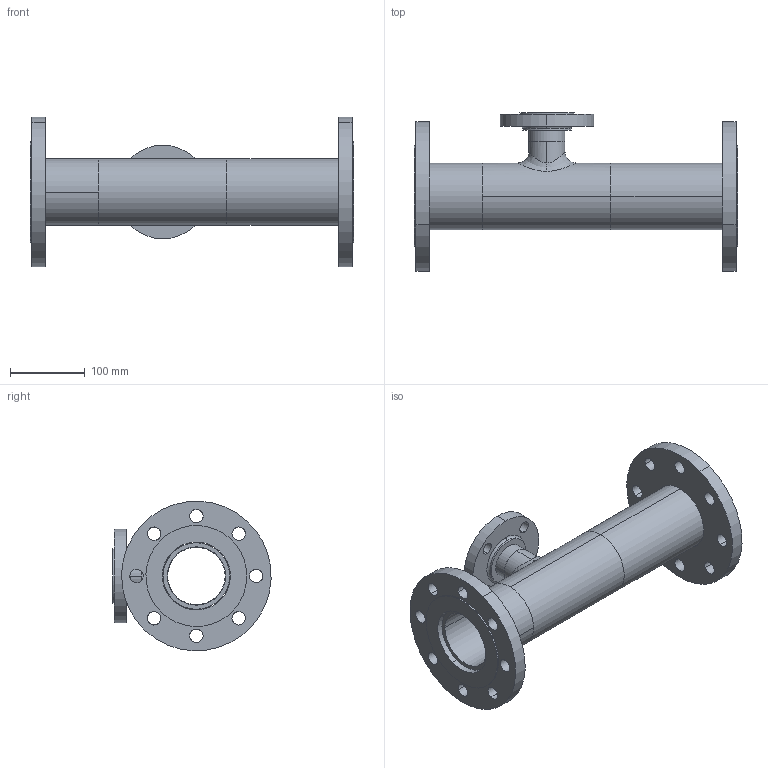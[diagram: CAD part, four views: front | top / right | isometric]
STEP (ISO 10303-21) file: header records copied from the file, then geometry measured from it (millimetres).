
FILE_DESCRIPTION (( 'STEP AP203' ), '1' );
FILE_NAME ('3996-30_REV_.step', '2026-03-04T03:16:21', ( '' ), ( '' ), 'SwSTEP 2.0', 'SolidWorks 2025', '' );
FILE_SCHEMA (( 'CONFIG_CONTROL_DESIGN' ));
Length unit declared in the file: millimetre
Products named in the file (5): 3996-30-10_Default<As Machined>; OEM-40-150-SO-316L_Default<As Machined>; OEM-80NB-PN10-SO-316L_80NB BORE; OEM-80x40-T-40-316L; 3996-30_REV_
Assembly tree (5 placements, depth 2):
  3996-30_REV_
    3996-30-10_Default<As Machined>
    OEM-80x40-T-40-316L
    OEM-40-150-SO-316L_Default<As Machined>
    OEM-80NB-PN10-SO-316L_80NB BORE  x2
Bounding box: 432 x 211.5 x 199.81 mm (x, y, z)
Volume: 1680249.8 mm3; surface area: 420323.3 mm2
Topology: 7 solids, 7 shells, 103 faces, 250 edges, 166 vertices
Faces by surface type: cylinder 80, plane 19, bspline 2, torus 2
Entity records: 3735 total; most frequent: CARTESIAN_POINT 1214, DIRECTION 462, ORIENTED_EDGE 368, AXIS2_PLACEMENT_3D 202, EDGE_CURVE 184, VERTEX_POINT 122, EDGE_LOOP 120, CIRCLE 118
